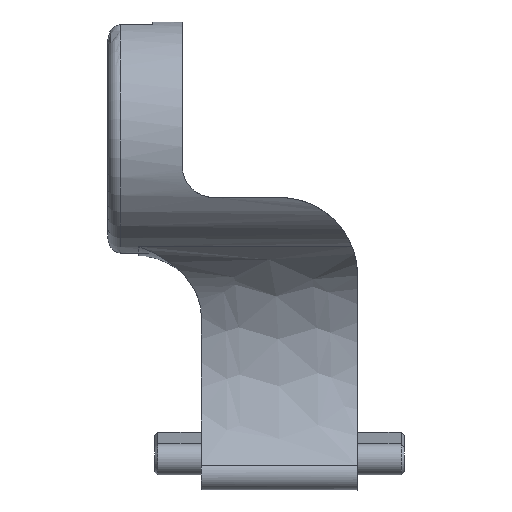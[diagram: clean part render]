
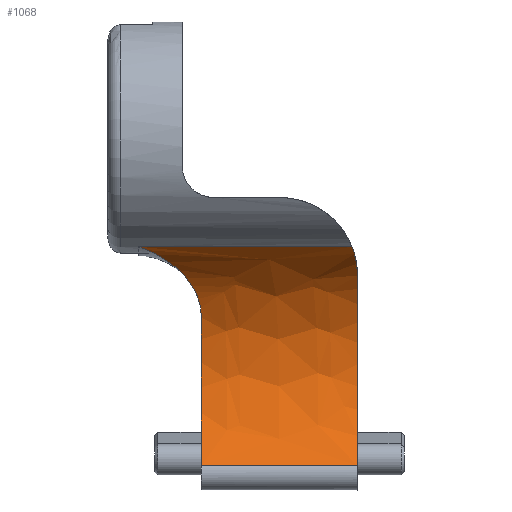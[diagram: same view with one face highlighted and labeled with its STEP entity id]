
A CAD part, front view. The second image highlights one B-rep face of the part: STEP entity #1068.
In plain terms, the highlighted free-form (B-spline) face has degree [3, 1] with [10, 2] control points.
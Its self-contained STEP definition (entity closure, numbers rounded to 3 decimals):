
#119=FACE_OUTER_BOUND('',#182,.T.);
#182=EDGE_LOOP('',(#731,#732,#733,#734,#735,#736));
#248=LINE('',#1605,#338);
#249=LINE('',#1625,#339);
#338=VECTOR('',#1248,10.);
#339=VECTOR('',#1249,1000.);
#428=B_SPLINE_CURVE_WITH_KNOTS('',3,(#1563,#1564,#1565,#1566,#1567,#1568),
 .UNSPECIFIED.,.F.,.F.,(4,2,4),(-0.019,0.,
0.764),.UNSPECIFIED.);
#429=B_SPLINE_CURVE_WITH_KNOTS('',3,(#1570,#1571,#1572,#1573,#1574,#1575,
#1576,#1577,#1578,#1579,#1580,#1581,#1582,#1583,#1584,#1585,#1586,#1587,
#1588,#1589,#1590,#1591,#1592,#1593,#1594,#1595,#1596,#1597,#1598,#1599,
#1600,#1601,#1602,#1603),.UNSPECIFIED.,.F.,.F.,(4,3,3,3,3,3,3,3,3,3,3,4),
(-0.327,-0.319,-0.311,-0.304,
-0.3,-0.281,-0.241,-0.187,
-0.16,-0.101,-0.041,0.),
 .UNSPECIFIED.);
#430=B_SPLINE_CURVE_WITH_KNOTS('',3,(#1607,#1608,#1609,#1610,#1611,#1612,
#1613,#1614,#1615,#1616),.UNSPECIFIED.,.F.,.F.,(4,2,2,2,4),(0.,
0.158,0.358,0.659,0.66),
 .UNSPECIFIED.);
#431=B_SPLINE_CURVE_WITH_KNOTS('',3,(#1618,#1619,#1620,#1621,#1622,#1623,
#1624),.UNSPECIFIED.,.F.,.F.,(4,3,4),(-0.019,0.,0.548),
 .UNSPECIFIED.);
#461=VERTEX_POINT('',#1561);
#462=VERTEX_POINT('',#1562);
#463=VERTEX_POINT('',#1569);
#464=VERTEX_POINT('',#1604);
#465=VERTEX_POINT('',#1606);
#466=VERTEX_POINT('',#1617);
#565=EDGE_CURVE('',#461,#462,#428,.F.);
#566=EDGE_CURVE('',#463,#461,#429,.T.);
#567=EDGE_CURVE('',#464,#463,#248,.T.);
#568=EDGE_CURVE('',#465,#464,#430,.T.);
#569=EDGE_CURVE('',#466,#465,#431,.T.);
#570=EDGE_CURVE('',#462,#466,#249,.T.);
#731=ORIENTED_EDGE('',*,*,#565,.F.);
#732=ORIENTED_EDGE('',*,*,#566,.F.);
#733=ORIENTED_EDGE('',*,*,#567,.F.);
#734=ORIENTED_EDGE('',*,*,#568,.F.);
#735=ORIENTED_EDGE('',*,*,#569,.F.);
#736=ORIENTED_EDGE('',*,*,#570,.F.);
#1063=B_SPLINE_SURFACE_WITH_KNOTS('',3,1,((#1541,#1542),(#1543,#1544),(#1545,
#1546),(#1547,#1548),(#1549,#1550),(#1551,#1552),(#1553,#1554),(#1555,#1556),
(#1557,#1558),(#1559,#1560)),.UNSPECIFIED.,.F.,.F.,.F.,(4,3,3,4),(2,2),
(-1.01,-1.,0.,0.02),(0.,1.692),.UNSPECIFIED.);
#1068=ADVANCED_FACE('',(#119),#1063,.T.);
#1248=DIRECTION('',(1.,0.,0.));
#1249=DIRECTION('',(-1.,0.,0.));
#1541=CARTESIAN_POINT('Ctrl Pts',(-9.1,-8.057,25.727));
#1542=CARTESIAN_POINT('Ctrl Pts',(7.82,-8.057,25.727));
#1543=CARTESIAN_POINT('Ctrl Pts',(-9.1,-8.018,25.711));
#1544=CARTESIAN_POINT('Ctrl Pts',(7.82,-8.018,25.711));
#1545=CARTESIAN_POINT('Ctrl Pts',(-9.1,-7.979,25.694));
#1546=CARTESIAN_POINT('Ctrl Pts',(7.82,-7.979,25.694));
#1547=CARTESIAN_POINT('Ctrl Pts',(-9.1,-7.939,25.677));
#1548=CARTESIAN_POINT('Ctrl Pts',(7.82,-7.939,25.677));
#1549=CARTESIAN_POINT('Ctrl Pts',(-9.1,-4.,24.));
#1550=CARTESIAN_POINT('Ctrl Pts',(7.82,-4.,24.));
#1551=CARTESIAN_POINT('Ctrl Pts',(-9.1,-1.,18.));
#1552=CARTESIAN_POINT('Ctrl Pts',(7.82,-1.,18.));
#1553=CARTESIAN_POINT('Ctrl Pts',(-9.1,-5.,12.));
#1554=CARTESIAN_POINT('Ctrl Pts',(7.82,-5.,12.));
#1555=CARTESIAN_POINT('Ctrl Pts',(-9.1,-5.082,11.877));
#1556=CARTESIAN_POINT('Ctrl Pts',(7.82,-5.082,11.877));
#1557=CARTESIAN_POINT('Ctrl Pts',(-9.1,-5.164,11.754));
#1558=CARTESIAN_POINT('Ctrl Pts',(7.82,-5.164,11.754));
#1559=CARTESIAN_POINT('Ctrl Pts',(-9.1,-5.246,11.631));
#1560=CARTESIAN_POINT('Ctrl Pts',(7.82,-5.246,11.631));
#1561=CARTESIAN_POINT('',(5.,-5.39,23.828));
#1562=CARTESIAN_POINT('',(5.,-5.234,11.649));
#1563=CARTESIAN_POINT('Ctrl Pts',(5.,-5.234,11.649));
#1564=CARTESIAN_POINT('Ctrl Pts',(5.,-5.156,11.766));
#1565=CARTESIAN_POINT('Ctrl Pts',(5.,-5.078,11.883));
#1566=CARTESIAN_POINT('Ctrl Pts',(5.,-1.943,16.586));
#1567=CARTESIAN_POINT('Ctrl Pts',(5.,-2.975,21.172));
#1568=CARTESIAN_POINT('Ctrl Pts',(5.,-5.39,23.828));
#1569=CARTESIAN_POINT('',(4.645,-7.939,25.677));
#1570=CARTESIAN_POINT('Ctrl Pts',(4.645,-7.939,25.677));
#1571=CARTESIAN_POINT('Ctrl Pts',(4.646,-7.935,25.675));
#1572=CARTESIAN_POINT('Ctrl Pts',(4.648,-7.925,25.671));
#1573=CARTESIAN_POINT('Ctrl Pts',(4.65,-7.911,25.665));
#1574=CARTESIAN_POINT('Ctrl Pts',(4.653,-7.896,25.658));
#1575=CARTESIAN_POINT('Ctrl Pts',(4.656,-7.876,25.65));
#1576=CARTESIAN_POINT('Ctrl Pts',(4.66,-7.855,25.64));
#1577=CARTESIAN_POINT('Ctrl Pts',(4.663,-7.836,25.632));
#1578=CARTESIAN_POINT('Ctrl Pts',(4.666,-7.817,25.623));
#1579=CARTESIAN_POINT('Ctrl Pts',(4.67,-7.796,25.614));
#1580=CARTESIAN_POINT('Ctrl Pts',(4.672,-7.785,25.609));
#1581=CARTESIAN_POINT('Ctrl Pts',(4.674,-7.774,25.604));
#1582=CARTESIAN_POINT('Ctrl Pts',(4.676,-7.763,25.599));
#1583=CARTESIAN_POINT('Ctrl Pts',(4.686,-7.704,25.571));
#1584=CARTESIAN_POINT('Ctrl Pts',(4.696,-7.645,25.543));
#1585=CARTESIAN_POINT('Ctrl Pts',(4.707,-7.587,25.515));
#1586=CARTESIAN_POINT('Ctrl Pts',(4.728,-7.47,25.456));
#1587=CARTESIAN_POINT('Ctrl Pts',(4.749,-7.355,25.394));
#1588=CARTESIAN_POINT('Ctrl Pts',(4.769,-7.242,25.329));
#1589=CARTESIAN_POINT('Ctrl Pts',(4.797,-7.087,25.241));
#1590=CARTESIAN_POINT('Ctrl Pts',(4.824,-6.935,25.146));
#1591=CARTESIAN_POINT('Ctrl Pts',(4.849,-6.787,25.045));
#1592=CARTESIAN_POINT('Ctrl Pts',(4.862,-6.714,24.996));
#1593=CARTESIAN_POINT('Ctrl Pts',(4.874,-6.642,24.945));
#1594=CARTESIAN_POINT('Ctrl Pts',(4.885,-6.571,24.893));
#1595=CARTESIAN_POINT('Ctrl Pts',(4.91,-6.414,24.778));
#1596=CARTESIAN_POINT('Ctrl Pts',(4.932,-6.261,24.657));
#1597=CARTESIAN_POINT('Ctrl Pts',(4.95,-6.113,24.53));
#1598=CARTESIAN_POINT('Ctrl Pts',(4.969,-5.961,24.4));
#1599=CARTESIAN_POINT('Ctrl Pts',(4.983,-5.814,24.264));
#1600=CARTESIAN_POINT('Ctrl Pts',(4.991,-5.671,24.122));
#1601=CARTESIAN_POINT('Ctrl Pts',(4.997,-5.575,24.026));
#1602=CARTESIAN_POINT('Ctrl Pts',(5.,-5.481,23.928));
#1603=CARTESIAN_POINT('Ctrl Pts',(5.,-5.39,23.828));
#1604=CARTESIAN_POINT('',(-9.,-7.939,25.677));
#1605=CARTESIAN_POINT('',(0.,-7.939,25.677));
#1606=CARTESIAN_POINT('',(-5.,-3.731,21.148));
#1607=CARTESIAN_POINT('Ctrl Pts',(-5.,-3.731,21.148));
#1608=CARTESIAN_POINT('Ctrl Pts',(-5.,-3.924,21.639));
#1609=CARTESIAN_POINT('Ctrl Pts',(-5.097,-4.158,22.104));
#1610=CARTESIAN_POINT('Ctrl Pts',(-5.482,-4.749,23.071));
#1611=CARTESIAN_POINT('Ctrl Pts',(-5.832,-5.152,23.599));
#1612=CARTESIAN_POINT('Ctrl Pts',(-7.109,-6.374,24.83));
#1613=CARTESIAN_POINT('Ctrl Pts',(-8.094,-7.167,25.347));
#1614=CARTESIAN_POINT('Ctrl Pts',(-8.995,-7.935,25.675));
#1615=CARTESIAN_POINT('Ctrl Pts',(-8.998,-7.937,25.676));
#1616=CARTESIAN_POINT('Ctrl Pts',(-9.,-7.939,25.677));
#1617=CARTESIAN_POINT('',(-5.,-5.234,11.649));
#1618=CARTESIAN_POINT('Ctrl Pts',(-5.,-5.234,11.649));
#1619=CARTESIAN_POINT('Ctrl Pts',(-5.,-5.156,11.766));
#1620=CARTESIAN_POINT('Ctrl Pts',(-5.,-5.078,11.883));
#1621=CARTESIAN_POINT('Ctrl Pts',(-5.,-5.,12.));
#1622=CARTESIAN_POINT('Ctrl Pts',(-5.,-2.809,15.286));
#1623=CARTESIAN_POINT('Ctrl Pts',(-5.,-2.718,18.572));
#1624=CARTESIAN_POINT('Ctrl Pts',(-5.,-3.731,21.148));
#1625=CARTESIAN_POINT('',(5.,-5.234,11.649));
